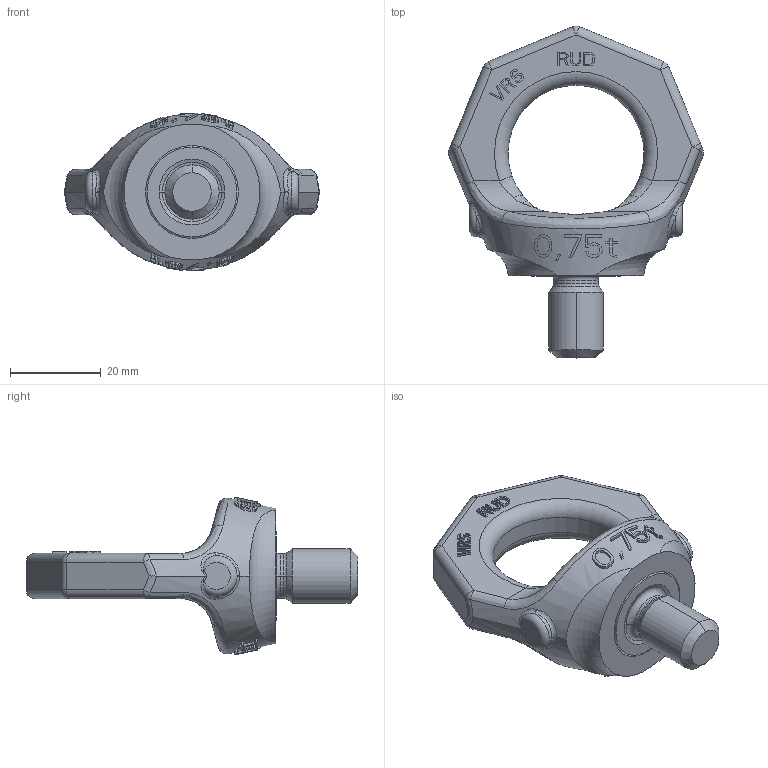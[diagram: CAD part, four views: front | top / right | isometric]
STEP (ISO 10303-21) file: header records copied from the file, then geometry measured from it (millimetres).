
FILE_DESCRIPTION((''),'2;1');
FILE_NAME('001-M35306-P-1_ASM','2016-01-13T',('Andreas.Wendler'),(''),'PRO/ENGINEER BY PARAMETRIC TECHNOLOGY CORPORATION, 2010140','PRO/ENGINEER BY PARAMETRIC TECHNOLOGY CORPORATION, 2010140','');
FILE_SCHEMA(('CONFIG_CONTROL_DESIGN'));
Length unit declared in the file: millimetre
Products named in the file (3): 001-M35306-P-1; 001-M35103-P-1; 001-M35306-P-1_ASM
Assembly tree (2 placements, depth 2):
  001-M35306-P-1_ASM
    001-M35306-P-1
    001-M35103-P-1
Bounding box: 56.32 x 73.28 x 34.79 mm (x, y, z)
Volume: 24794.2 mm3; surface area: 9819.9 mm2
Topology: 2 solids, 2 shells, 594 faces, 1617 edges, 1050 vertices
Faces by surface type: plane 474, bspline 54, cylinder 32, sphere 14, torus 12, cone 8
Entity records: 21855 total; most frequent: CARTESIAN_POINT 8008, ORIENTED_EDGE 3234, DIRECTION 2259, EDGE_CURVE 1617, VERTEX_POINT 1050, VECTOR 941, LINE 941, AXIS2_PLACEMENT_3D 659
